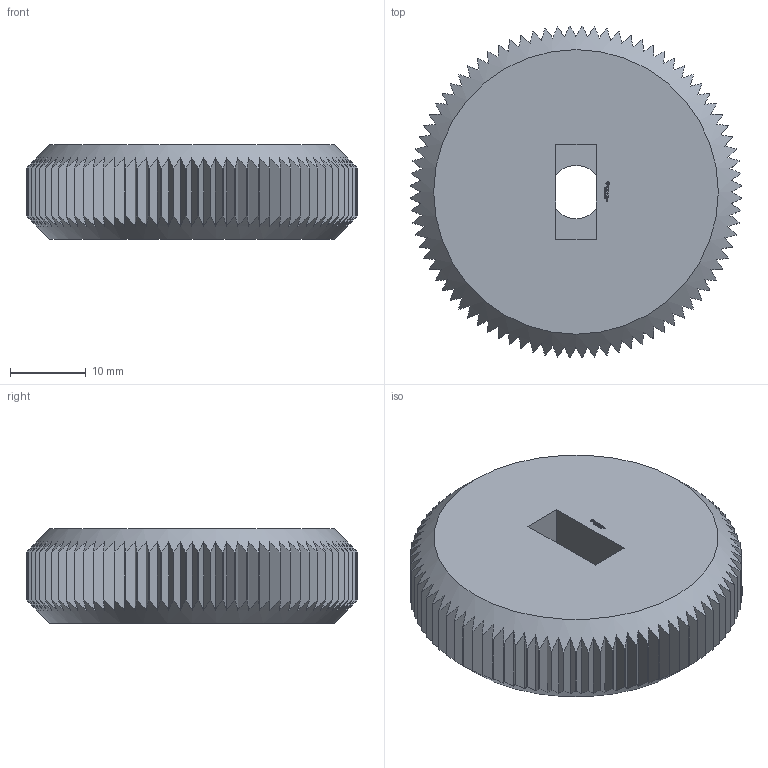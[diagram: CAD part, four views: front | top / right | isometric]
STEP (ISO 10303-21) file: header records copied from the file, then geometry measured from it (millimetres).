
FILE_DESCRIPTION(('FreeCAD Model'),'2;1');
FILE_NAME('Open CASCADE Shape Model','2024-01-03T18:23:36',(''),(''), 'Open CASCADE STEP processor 7.6','FreeCAD','Unknown');
FILE_SCHEMA(('AUTOMOTIVE_DESIGN { 1 0 10303 214 1 1 1 1 }'));
Products named in the file (1): Knob KNR BVD SCR ISR BU01.00x03.50 - SPN-KNB-0009 (stemfie.org)
Bounding box: 43.72 x 43.72 x 12.5 mm (x, y, z)
Volume: 16121.4 mm3; surface area: 5459.7 mm2
Topology: 1 solids, 1 shells, 760 faces, 2166 edges, 1442 vertices
Faces by surface type: plane 482, extrusion 188, cylinder 86, cone 4
Entity records: 54304 total; most frequent: CARTESIAN_POINT 12293, DIRECTION 7254, VECTOR 4732, LINE 4544, ORIENTED_EDGE 4332, PCURVE 4332, DEFINITIONAL_REPRESENTATION 4332, EDGE_CURVE 2166
